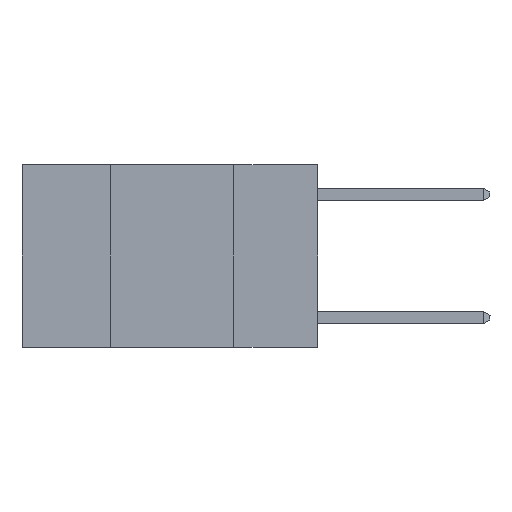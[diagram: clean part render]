
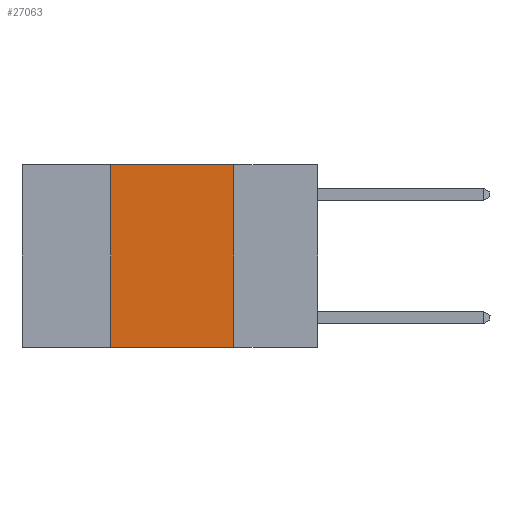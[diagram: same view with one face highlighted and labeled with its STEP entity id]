
A CAD part, left-side view. The second image highlights one B-rep face of the part: STEP entity #27063.
In plain terms, the highlighted planar face has unit normal (-1, 0, 0).
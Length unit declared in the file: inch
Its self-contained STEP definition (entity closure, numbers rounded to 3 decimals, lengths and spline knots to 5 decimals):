
#1192 = LINE ( 'NONE', #12932, #20277 ) ;
#2789 = DIRECTION ( 'NONE',  ( 0., -1., 0. ) ) ;
#2985 = LINE ( 'NONE', #7296, #27579 ) ;
#3283 = DIRECTION ( 'NONE',  ( 0., -1., 0. ) ) ;
#4092 = EDGE_CURVE ( 'NONE', #23695, #24545, #9840, .T. ) ;
#5025 = EDGE_LOOP ( 'NONE', ( #13450, #13478, #22751, #5232 ) ) ;
#5232 = ORIENTED_EDGE ( 'NONE', *, *, #4092, .T. ) ;
#5481 = CARTESIAN_POINT ( 'NONE',  ( 0., 0.17, 0. ) ) ;
#6731 = PLANE ( 'NONE',  #16648 ) ;
#7296 = CARTESIAN_POINT ( 'NONE',  ( 0., 0.17, 0. ) ) ;
#9840 = LINE ( 'NONE', #14723, #14628 ) ;
#10705 = VERTEX_POINT ( 'NONE', #11699 ) ;
#11595 = DIRECTION ( 'NONE',  ( 1., 0., 0. ) ) ;
#11699 = CARTESIAN_POINT ( 'NONE',  ( 0., 0.42, 0. ) ) ;
#12171 = LINE ( 'NONE', #13828, #17772 ) ;
#12932 = CARTESIAN_POINT ( 'NONE',  ( 0., 0.6, 0. ) ) ;
#13450 = ORIENTED_EDGE ( 'NONE', *, *, #28624, .F. ) ;
#13478 = ORIENTED_EDGE ( 'NONE', *, *, #26802, .F. ) ;
#13828 = CARTESIAN_POINT ( 'NONE',  ( 0., 0.42, 0. ) ) ;
#14628 = VECTOR ( 'NONE', #2789, 39.37008 ) ;
#14723 = CARTESIAN_POINT ( 'NONE',  ( 0., 0.6, -0.37 ) ) ;
#14765 = VERTEX_POINT ( 'NONE', #5481 ) ;
#16648 = AXIS2_PLACEMENT_3D ( 'NONE', #25761, #11595, #28146 ) ;
#17647 = CARTESIAN_POINT ( 'NONE',  ( 0., 0.17, -0.37 ) ) ;
#17673 = FACE_OUTER_BOUND ( 'NONE', #5025, .T. ) ;
#17772 = VECTOR ( 'NONE', #20996, 39.37008 ) ;
#20277 = VECTOR ( 'NONE', #3283, 39.37008 ) ;
#20996 = DIRECTION ( 'NONE',  ( 0., 0., 1. ) ) ;
#22751 = ORIENTED_EDGE ( 'NONE', *, *, #25670, .F. ) ;
#23695 = VERTEX_POINT ( 'NONE', #26462 ) ;
#24545 = VERTEX_POINT ( 'NONE', #17647 ) ;
#25670 = EDGE_CURVE ( 'NONE', #23695, #10705, #12171, .T. ) ;
#25761 = CARTESIAN_POINT ( 'NONE',  ( 0., 0.6, 0. ) ) ;
#26298 = DIRECTION ( 'NONE',  ( 0., 0., -1. ) ) ;
#26462 = CARTESIAN_POINT ( 'NONE',  ( 0., 0.42, -0.37 ) ) ;
#26802 = EDGE_CURVE ( 'NONE', #10705, #14765, #1192, .T. ) ;
#27063 = ADVANCED_FACE ( 'NONE', ( #17673 ), #6731, .F. ) ;
#27579 = VECTOR ( 'NONE', #26298, 39.37008 ) ;
#28146 = DIRECTION ( 'NONE',  ( 0., 0., -1. ) ) ;
#28624 = EDGE_CURVE ( 'NONE', #14765, #24545, #2985, .T. ) ;
